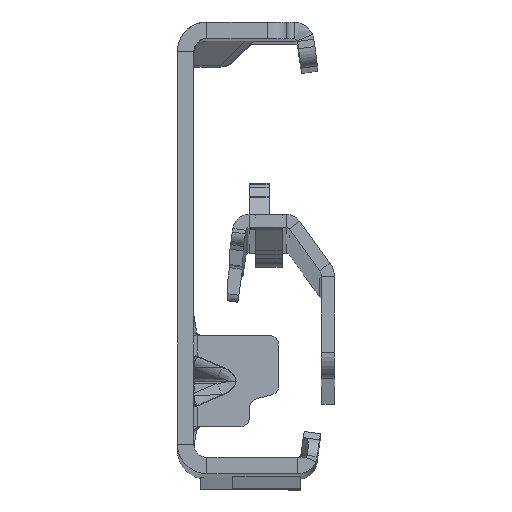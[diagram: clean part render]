
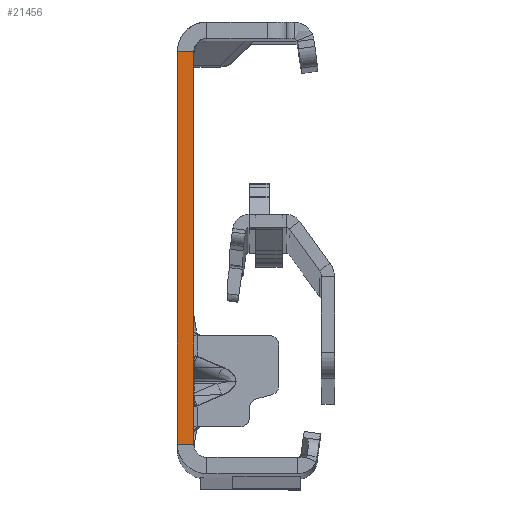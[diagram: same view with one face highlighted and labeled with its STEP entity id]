
A CAD part, top view. The second image highlights one B-rep face of the part: STEP entity #21456.
In plain terms, the highlighted planar face has unit normal (0, 0, 1).
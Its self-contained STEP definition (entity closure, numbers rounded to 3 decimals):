
#1362 = EDGE_CURVE ( 'NONE', #20303, #40521, #26125, .T. ) ;
#3568 = LINE ( 'NONE', #18482, #43864 ) ;
#3877 = AXIS2_PLACEMENT_3D ( 'NONE', #18073, #33958, #40499 ) ;
#3985 = DIRECTION ( 'NONE',  ( -1., 0., 0. ) ) ;
#6900 = PLANE ( 'NONE',  #3877 ) ;
#7886 = EDGE_LOOP ( 'NONE', ( #48229, #46921, #9923, #29506 ) ) ;
#9317 = CARTESIAN_POINT ( 'NONE',  ( -2.5, 30., 0. ) ) ;
#9923 = ORIENTED_EDGE ( 'NONE', *, *, #45057, .T. ) ;
#10610 = LINE ( 'NONE', #41224, #36384 ) ;
#11445 = CARTESIAN_POINT ( 'NONE',  ( 0., 30., 0. ) ) ;
#14137 = EDGE_CURVE ( 'NONE', #41695, #25790, #3568, .T. ) ;
#17946 = CARTESIAN_POINT ( 'NONE',  ( 0., 30., 0. ) ) ;
#18073 = CARTESIAN_POINT ( 'NONE',  ( -2.5, -32., 0. ) ) ;
#18318 = DIRECTION ( 'NONE',  ( 0., -1., 0. ) ) ;
#18482 = CARTESIAN_POINT ( 'NONE',  ( 0., -30., 0. ) ) ;
#20303 = VERTEX_POINT ( 'NONE', #17946 ) ;
#21456 = ADVANCED_FACE ( 'NONE', ( #48932 ), #6900, .T. ) ;
#23204 = VECTOR ( 'NONE', #36022, 1000. ) ;
#25790 = VERTEX_POINT ( 'NONE', #33004 ) ;
#25963 = DIRECTION ( 'NONE',  ( -1., 0., 0. ) ) ;
#26125 = LINE ( 'NONE', #11445, #37105 ) ;
#29506 = ORIENTED_EDGE ( 'NONE', *, *, #14137, .F. ) ;
#31046 = CARTESIAN_POINT ( 'NONE',  ( 0., -30., 0. ) ) ;
#31762 = CARTESIAN_POINT ( 'NONE',  ( -2.5, -32., 0. ) ) ;
#33004 = CARTESIAN_POINT ( 'NONE',  ( -2.5, -30., 0. ) ) ;
#33958 = DIRECTION ( 'NONE',  ( 0., 0., 1. ) ) ;
#36022 = DIRECTION ( 'NONE',  ( 0., -1., 0. ) ) ;
#36384 = VECTOR ( 'NONE', #18318, 1000. ) ;
#37105 = VECTOR ( 'NONE', #3985, 1000. ) ;
#40499 = DIRECTION ( 'NONE',  ( 1., 0., 0. ) ) ;
#40521 = VERTEX_POINT ( 'NONE', #9317 ) ;
#41224 = CARTESIAN_POINT ( 'NONE',  ( 0., -32., 0. ) ) ;
#41377 = EDGE_CURVE ( 'NONE', #20303, #41695, #10610, .T. ) ;
#41695 = VERTEX_POINT ( 'NONE', #31046 ) ;
#43864 = VECTOR ( 'NONE', #25963, 1000. ) ;
#45057 = EDGE_CURVE ( 'NONE', #40521, #25790, #46962, .T. ) ;
#46921 = ORIENTED_EDGE ( 'NONE', *, *, #1362, .T. ) ;
#46962 = LINE ( 'NONE', #31762, #23204 ) ;
#48229 = ORIENTED_EDGE ( 'NONE', *, *, #41377, .F. ) ;
#48932 = FACE_OUTER_BOUND ( 'NONE', #7886, .T. ) ;
